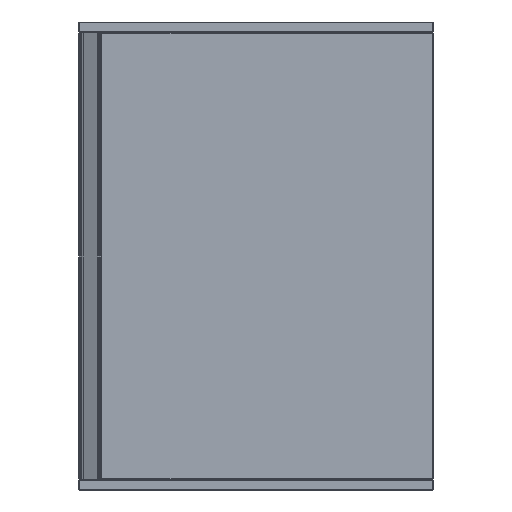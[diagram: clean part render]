
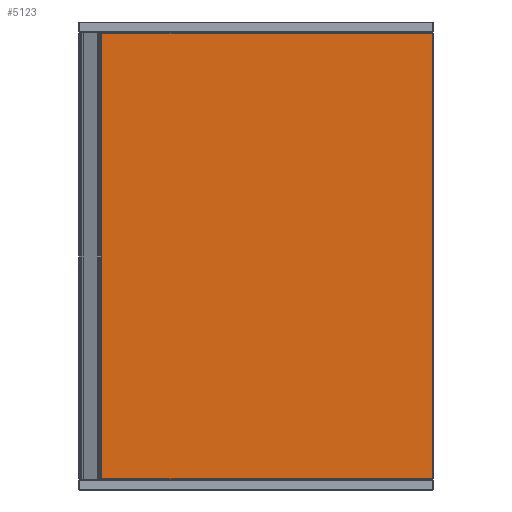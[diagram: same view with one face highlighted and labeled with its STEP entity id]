
A CAD part, left-side view. The second image highlights one B-rep face of the part: STEP entity #5123.
In plain terms, the highlighted planar face has unit normal (-1, 0, 0).
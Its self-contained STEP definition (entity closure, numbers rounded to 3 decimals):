
#4840=CARTESIAN_POINT('',(-377.013,3263.053,8.5));
#4841=VERTEX_POINT('',#4840);
#4848=CARTESIAN_POINT('',(-377.013,3263.3,8.723));
#4849=VERTEX_POINT('',#4848);
#4850=CARTESIAN_POINT('',(-377.013,3263.053,8.5));
#4851=DIRECTION('',(0.0,0.743,0.669));
#4852=VECTOR('',#4851,0.333);
#4853=LINE('',#4850,#4852);
#4854=EDGE_CURVE('',#4841,#4849,#4853,.T.);
#4888=CARTESIAN_POINT('',(-377.013,3011.507,8.5));
#4889=VERTEX_POINT('',#4888);
#4896=CARTESIAN_POINT('',(-377.013,3011.507,8.5));
#4897=DIRECTION('',(0.0,1.0,0.0));
#4898=VECTOR('',#4897,251.545);
#4899=LINE('',#4896,#4898);
#4900=EDGE_CURVE('',#4889,#4841,#4899,.T.);
#4917=CARTESIAN_POINT('',(-377.013,3263.3,347.277));
#4918=VERTEX_POINT('',#4917);
#4919=CARTESIAN_POINT('',(-377.013,3263.3,8.723));
#4920=DIRECTION('',(0.0,0.0,1.0));
#4921=VECTOR('',#4920,338.555);
#4922=LINE('',#4919,#4921);
#4923=EDGE_CURVE('',#4849,#4918,#4922,.T.);
#4949=CARTESIAN_POINT('',(-377.013,3011.3,347.293));
#4950=VERTEX_POINT('',#4949);
#4957=CARTESIAN_POINT('',(-377.013,3011.3,8.707));
#4958=VERTEX_POINT('',#4957);
#4959=CARTESIAN_POINT('',(-377.013,3011.3,347.293));
#4960=DIRECTION('',(0.0,0.0,-1.0));
#4961=VECTOR('',#4960,338.586);
#4962=LINE('',#4959,#4961);
#4963=EDGE_CURVE('',#4950,#4958,#4962,.T.);
#4980=CARTESIAN_POINT('',(-377.013,3011.507,347.5));
#4981=VERTEX_POINT('',#4980);
#4988=CARTESIAN_POINT('',(-377.013,3011.507,347.5));
#4989=DIRECTION('',(0.0,-0.707,-0.707));
#4990=VECTOR('',#4989,0.293);
#4991=LINE('',#4988,#4990);
#4992=EDGE_CURVE('',#4981,#4950,#4991,.T.);
#5003=CARTESIAN_POINT('',(-377.013,3263.053,347.5));
#5004=VERTEX_POINT('',#5003);
#5005=CARTESIAN_POINT('',(-377.013,3263.053,347.5));
#5006=DIRECTION('',(0.0,-1.0,0.0));
#5007=VECTOR('',#5006,251.545);
#5008=LINE('',#5005,#5007);
#5009=EDGE_CURVE('',#5004,#4981,#5008,.T.);
#5028=CARTESIAN_POINT('',(-377.013,3263.3,347.277));
#5029=DIRECTION('',(0.0,-0.743,0.669));
#5030=VECTOR('',#5029,0.333);
#5031=LINE('',#5028,#5030);
#5032=EDGE_CURVE('',#4918,#5004,#5031,.T.);
#5058=CARTESIAN_POINT('',(-377.013,3011.3,8.707));
#5059=DIRECTION('',(0.0,0.707,-0.707));
#5060=VECTOR('',#5059,0.293);
#5061=LINE('',#5058,#5060);
#5062=EDGE_CURVE('',#4958,#4889,#5061,.T.);
#5108=CARTESIAN_POINT('',(-377.013,3137.3,178.));
#5109=DIRECTION('',(1.0,0.0,0.0));
#5110=DIRECTION('',(0.0,-1.0,0.0));
#5111=AXIS2_PLACEMENT_3D('',#5108,#5109,#5110);
#5112=PLANE('',#5111);
#5113=ORIENTED_EDGE('',*,*,#4963,.F.);
#5114=ORIENTED_EDGE('',*,*,#4992,.F.);
#5115=ORIENTED_EDGE('',*,*,#5009,.F.);
#5116=ORIENTED_EDGE('',*,*,#5032,.F.);
#5117=ORIENTED_EDGE('',*,*,#4923,.F.);
#5118=ORIENTED_EDGE('',*,*,#4854,.F.);
#5119=ORIENTED_EDGE('',*,*,#4900,.F.);
#5120=ORIENTED_EDGE('',*,*,#5062,.F.);
#5121=EDGE_LOOP('',(#5113,#5114,#5115,#5116,#5117,#5118,#5119,#5120));
#5122=FACE_OUTER_BOUND('',#5121,.T.);
#5123=ADVANCED_FACE('',(#5122),#5112,.F.);
